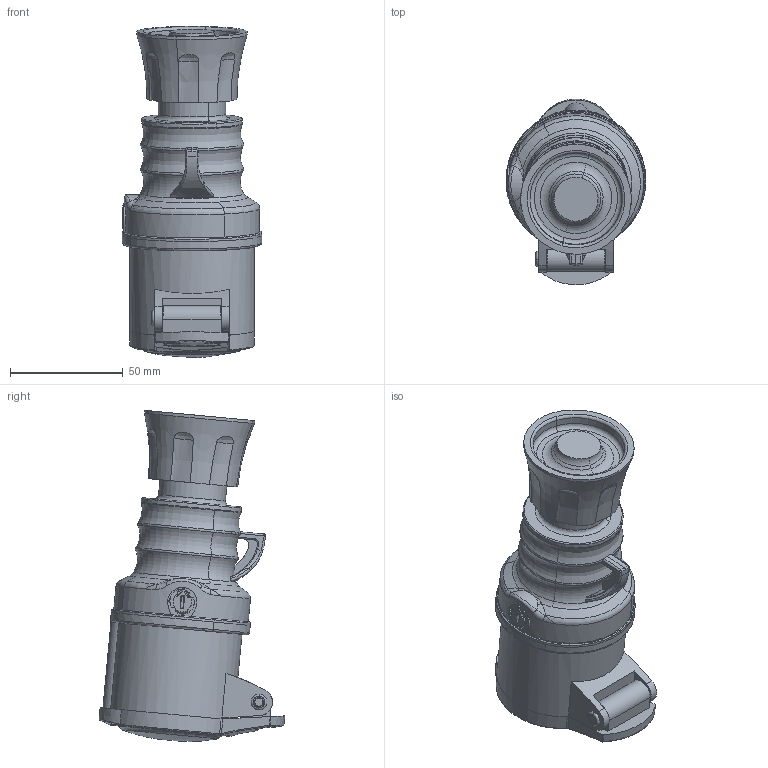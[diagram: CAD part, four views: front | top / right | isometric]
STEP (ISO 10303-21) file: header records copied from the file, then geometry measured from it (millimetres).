
FILE_DESCRIPTION((''),'2;1');
FILE_NAME('GW62008H_SW0002','2020-09-07T10:17:01',('User'),('Technoprobe spa'),'CREO PARAMETRIC BY PTC INC, 2020074','CREO PARAMETRIC BY PTC INC, 2020074','');
FILE_SCHEMA(('CONFIG_CONTROL_DESIGN'));
Length unit declared in the file: millimetre
Products named in the file (1): GW62008H_SW0002
Bounding box: 61.98 x 82.33 x 147.01 mm (x, y, z)
Volume: 285424.2 mm3; surface area: 34342.3 mm2
Topology: 1 solids, 1 shells, 312 faces, 818 edges, 512 vertices
Faces by surface type: bspline 90, plane 78, torus 48, cylinder 47, cone 44, sphere 5
Entity records: 15662 total; most frequent: CARTESIAN_POINT 8687, ORIENTED_EDGE 1624, DIRECTION 1197, EDGE_CURVE 812, VERTEX_POINT 512, AXIS2_PLACEMENT_3D 501, B_SPLINE_CURVE_WITH_KNOTS 338, EDGE_LOOP 330
